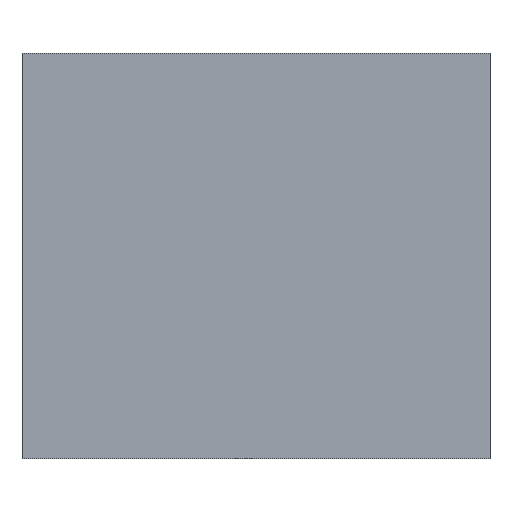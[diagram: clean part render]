
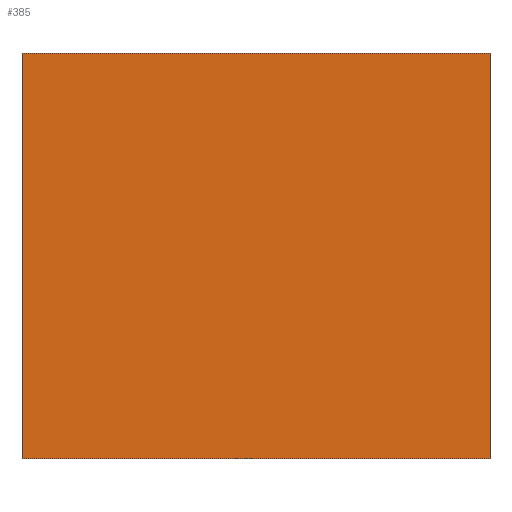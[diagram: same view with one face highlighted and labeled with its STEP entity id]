
A CAD part, top view. The second image highlights one B-rep face of the part: STEP entity #385.
In plain terms, the highlighted planar face has unit normal (0, 0, 1).
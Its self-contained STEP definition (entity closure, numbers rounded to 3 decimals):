
#71 = VERTEX_POINT('',#72);
#72 = CARTESIAN_POINT('',(-1.905,13.97,3.));
#79 = PLANE('',#80);
#80 = AXIS2_PLACEMENT_3D('',#81,#82,#83);
#81 = CARTESIAN_POINT('',(-1.905,13.97,0.));
#82 = DIRECTION('',(0.,1.,0.));
#83 = DIRECTION('',(1.,0.,0.));
#91 = PLANE('',#92);
#92 = AXIS2_PLACEMENT_3D('',#93,#94,#95);
#93 = CARTESIAN_POINT('',(-1.905,-2.54,0.));
#94 = DIRECTION('',(-1.,0.,0.));
#95 = DIRECTION('',(0.,1.,0.));
#103 = EDGE_CURVE('',#71,#104,#106,.T.);
#104 = VERTEX_POINT('',#105);
#105 = CARTESIAN_POINT('',(17.145,13.97,3.));
#106 = SURFACE_CURVE('',#107,(#111,#118),.PCURVE_S1.);
#107 = LINE('',#108,#109);
#108 = CARTESIAN_POINT('',(-1.905,13.97,3.));
#109 = VECTOR('',#110,1.);
#110 = DIRECTION('',(1.,0.,0.));
#111 = PCURVE('',#79,#112);
#112 = DEFINITIONAL_REPRESENTATION('',(#113),#117);
#113 = LINE('',#114,#115);
#114 = CARTESIAN_POINT('',(0.,-3.));
#115 = VECTOR('',#116,1.);
#116 = DIRECTION('',(1.,0.));
#117 = ( GEOMETRIC_REPRESENTATION_CONTEXT(2) 
PARAMETRIC_REPRESENTATION_CONTEXT() REPRESENTATION_CONTEXT('2D SPACE',''
  ) );
#118 = PCURVE('',#119,#124);
#119 = PLANE('',#120);
#120 = AXIS2_PLACEMENT_3D('',#121,#122,#123);
#121 = CARTESIAN_POINT('',(7.62,5.715,3.));
#122 = DIRECTION('',(-0.,-0.,-1.));
#123 = DIRECTION('',(-1.,0.,0.));
#124 = DEFINITIONAL_REPRESENTATION('',(#125),#129);
#125 = LINE('',#126,#127);
#126 = CARTESIAN_POINT('',(9.525,8.255));
#127 = VECTOR('',#128,1.);
#128 = DIRECTION('',(-1.,0.));
#129 = ( GEOMETRIC_REPRESENTATION_CONTEXT(2) 
PARAMETRIC_REPRESENTATION_CONTEXT() REPRESENTATION_CONTEXT('2D SPACE',''
  ) );
#147 = PLANE('',#148);
#148 = AXIS2_PLACEMENT_3D('',#149,#150,#151);
#149 = CARTESIAN_POINT('',(17.145,13.97,0.));
#150 = DIRECTION('',(1.,0.,-0.));
#151 = DIRECTION('',(0.,-1.,0.));
#189 = EDGE_CURVE('',#104,#190,#192,.T.);
#190 = VERTEX_POINT('',#191);
#191 = CARTESIAN_POINT('',(17.145,-2.54,3.));
#192 = SURFACE_CURVE('',#193,(#197,#204),.PCURVE_S1.);
#193 = LINE('',#194,#195);
#194 = CARTESIAN_POINT('',(17.145,13.97,3.));
#195 = VECTOR('',#196,1.);
#196 = DIRECTION('',(0.,-1.,0.));
#197 = PCURVE('',#147,#198);
#198 = DEFINITIONAL_REPRESENTATION('',(#199),#203);
#199 = LINE('',#200,#201);
#200 = CARTESIAN_POINT('',(0.,-3.));
#201 = VECTOR('',#202,1.);
#202 = DIRECTION('',(1.,0.));
#203 = ( GEOMETRIC_REPRESENTATION_CONTEXT(2) 
PARAMETRIC_REPRESENTATION_CONTEXT() REPRESENTATION_CONTEXT('2D SPACE',''
  ) );
#204 = PCURVE('',#119,#205);
#205 = DEFINITIONAL_REPRESENTATION('',(#206),#210);
#206 = LINE('',#207,#208);
#207 = CARTESIAN_POINT('',(-9.525,8.255));
#208 = VECTOR('',#209,1.);
#209 = DIRECTION('',(0.,-1.));
#210 = ( GEOMETRIC_REPRESENTATION_CONTEXT(2) 
PARAMETRIC_REPRESENTATION_CONTEXT() REPRESENTATION_CONTEXT('2D SPACE',''
  ) );
#228 = PLANE('',#229);
#229 = AXIS2_PLACEMENT_3D('',#230,#231,#232);
#230 = CARTESIAN_POINT('',(17.145,-2.54,0.));
#231 = DIRECTION('',(0.,-1.,0.));
#232 = DIRECTION('',(-1.,0.,0.));
#265 = EDGE_CURVE('',#190,#266,#268,.T.);
#266 = VERTEX_POINT('',#267);
#267 = CARTESIAN_POINT('',(-1.905,-2.54,3.));
#268 = SURFACE_CURVE('',#269,(#273,#280),.PCURVE_S1.);
#269 = LINE('',#270,#271);
#270 = CARTESIAN_POINT('',(17.145,-2.54,3.));
#271 = VECTOR('',#272,1.);
#272 = DIRECTION('',(-1.,0.,0.));
#273 = PCURVE('',#228,#274);
#274 = DEFINITIONAL_REPRESENTATION('',(#275),#279);
#275 = LINE('',#276,#277);
#276 = CARTESIAN_POINT('',(0.,-3.));
#277 = VECTOR('',#278,1.);
#278 = DIRECTION('',(1.,0.));
#279 = ( GEOMETRIC_REPRESENTATION_CONTEXT(2) 
PARAMETRIC_REPRESENTATION_CONTEXT() REPRESENTATION_CONTEXT('2D SPACE',''
  ) );
#280 = PCURVE('',#119,#281);
#281 = DEFINITIONAL_REPRESENTATION('',(#282),#286);
#282 = LINE('',#283,#284);
#283 = CARTESIAN_POINT('',(-9.525,-8.255));
#284 = VECTOR('',#285,1.);
#285 = DIRECTION('',(1.,0.));
#286 = ( GEOMETRIC_REPRESENTATION_CONTEXT(2) 
PARAMETRIC_REPRESENTATION_CONTEXT() REPRESENTATION_CONTEXT('2D SPACE',''
  ) );
#336 = EDGE_CURVE('',#266,#71,#337,.T.);
#337 = SURFACE_CURVE('',#338,(#342,#349),.PCURVE_S1.);
#338 = LINE('',#339,#340);
#339 = CARTESIAN_POINT('',(-1.905,-2.54,3.));
#340 = VECTOR('',#341,1.);
#341 = DIRECTION('',(0.,1.,0.));
#342 = PCURVE('',#91,#343);
#343 = DEFINITIONAL_REPRESENTATION('',(#344),#348);
#344 = LINE('',#345,#346);
#345 = CARTESIAN_POINT('',(0.,-3.));
#346 = VECTOR('',#347,1.);
#347 = DIRECTION('',(1.,0.));
#348 = ( GEOMETRIC_REPRESENTATION_CONTEXT(2) 
PARAMETRIC_REPRESENTATION_CONTEXT() REPRESENTATION_CONTEXT('2D SPACE',''
  ) );
#349 = PCURVE('',#119,#350);
#350 = DEFINITIONAL_REPRESENTATION('',(#351),#355);
#351 = LINE('',#352,#353);
#352 = CARTESIAN_POINT('',(9.525,-8.255));
#353 = VECTOR('',#354,1.);
#354 = DIRECTION('',(0.,1.));
#355 = ( GEOMETRIC_REPRESENTATION_CONTEXT(2) 
PARAMETRIC_REPRESENTATION_CONTEXT() REPRESENTATION_CONTEXT('2D SPACE',''
  ) );
#385 = ADVANCED_FACE('',(#386),#119,.F.);
#386 = FACE_BOUND('',#387,.F.);
#387 = EDGE_LOOP('',(#388,#389,#390,#391));
#388 = ORIENTED_EDGE('',*,*,#103,.T.);
#389 = ORIENTED_EDGE('',*,*,#189,.T.);
#390 = ORIENTED_EDGE('',*,*,#265,.T.);
#391 = ORIENTED_EDGE('',*,*,#336,.T.);
